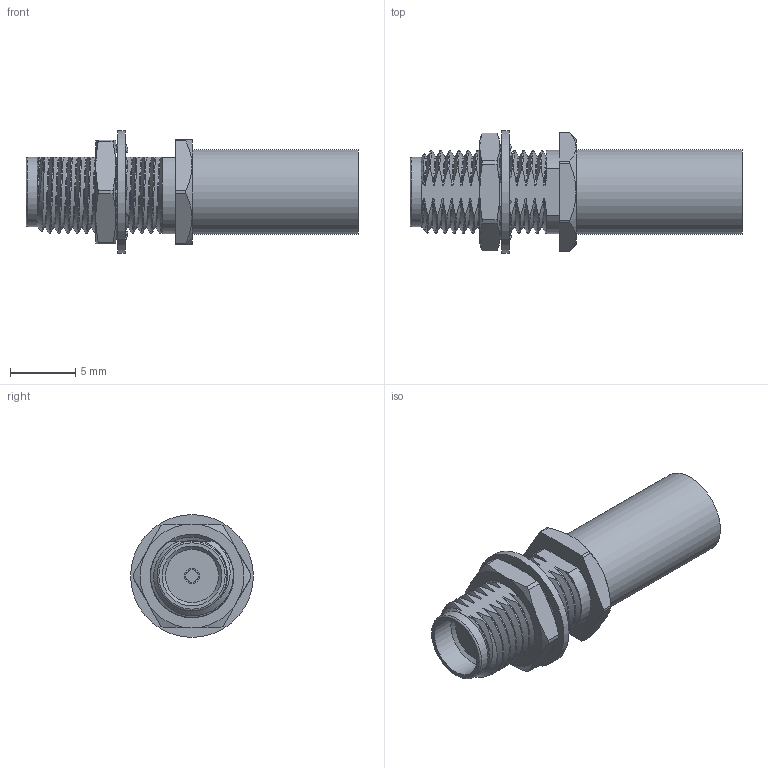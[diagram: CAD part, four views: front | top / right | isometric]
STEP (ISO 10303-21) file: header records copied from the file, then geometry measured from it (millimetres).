
FILE_DESCRIPTION (( 'STEP AP203' ), '1' );
FILE_NAME ('PE44194_3D.step', '2022-03-15T22:19:00', ( '' ), ( '' ), 'SwSTEP 2.0', 'SolidWorks 2021', '' );
FILE_SCHEMA (( 'CONFIG_CONTROL_DESIGN' ));
Length unit declared in the file: inch
Products named in the file (1): PE44194_3D
Bounding box: 25.4 x 9.4 x 9.4 mm (x, y, z)
Volume: 554.2 mm3; surface area: 1399.7 mm2
Topology: 4 solids, 4 shells, 192 faces, 483 edges, 315 vertices
Faces by surface type: bspline 88, plane 40, cylinder 38, cone 25, torus 1
Full cylindrical faces by diameter (mm): 0.94 x1, 1.194 x1, 3.099 x1, 4.496 x1, 4.572 x1, 5.334 x1, 5.69 x1, 6.502 x1, 7.874 x1, 9.398 x1
Entity records: 26637 total; most frequent: CARTESIAN_POINT 22983, ORIENTED_EDGE 918, EDGE_CURVE 459, DIRECTION 444, VERTEX_POINT 308, EDGE_LOOP 227, B_SPLINE_CURVE_WITH_KNOTS 221, FACE_OUTER_BOUND 201
